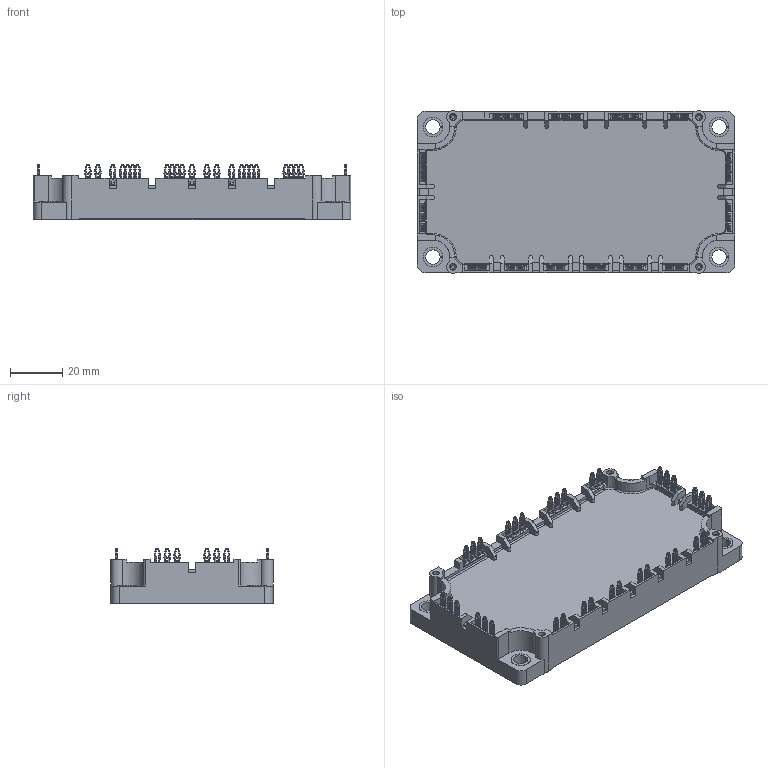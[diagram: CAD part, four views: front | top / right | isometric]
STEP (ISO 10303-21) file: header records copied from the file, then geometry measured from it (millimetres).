
FILE_DESCRIPTION(/* description */ ('Unknown'),/* implementation_level */ '2;1');
FILE_NAME(/* name */ 'VINcoE3-61MT-L990(350)-01-OL',/* time_stamp */ '2018-06-29T14:48:27+02:00',/* author */ ('Unknown'),/* organization */ ('Unknown'),/* preprocessor_version */ 'ST-DEVELOPER v16.7',/* originating_system */ 'DEX',/* authorisation */ $);
FILE_SCHEMA (('AUTOMOTIVE_DESIGN {1 0 10303 214 3 1 1}'));
Products named in the file (1): VINcoE3-61MT-L990(350)-01-OL2
Bounding box: 122 x 62.5 x 21.3 mm (x, y, z)
Volume: 85548.4 mm3; surface area: 27893.8 mm2
Topology: 1 solids, 51 shells, 3248 faces, 8841 edges, 5601 vertices
Faces by surface type: plane 1473, cylinder 1175, torus 572, bspline 17, cone 11
Full cylindrical faces by diameter (mm): 0.5 x35, 1 x18, 2.32 x4, 2.6 x4
Entity records: 125784 total; most frequent: CARTESIAN_POINT 18861, DIRECTION 18388, ORIENTED_EDGE 17532, EDGE_CURVE 8766, AXIS2_PLACEMENT_3D 6768, VERTEX_POINT 5591, LINE 4852, VECTOR 4852
